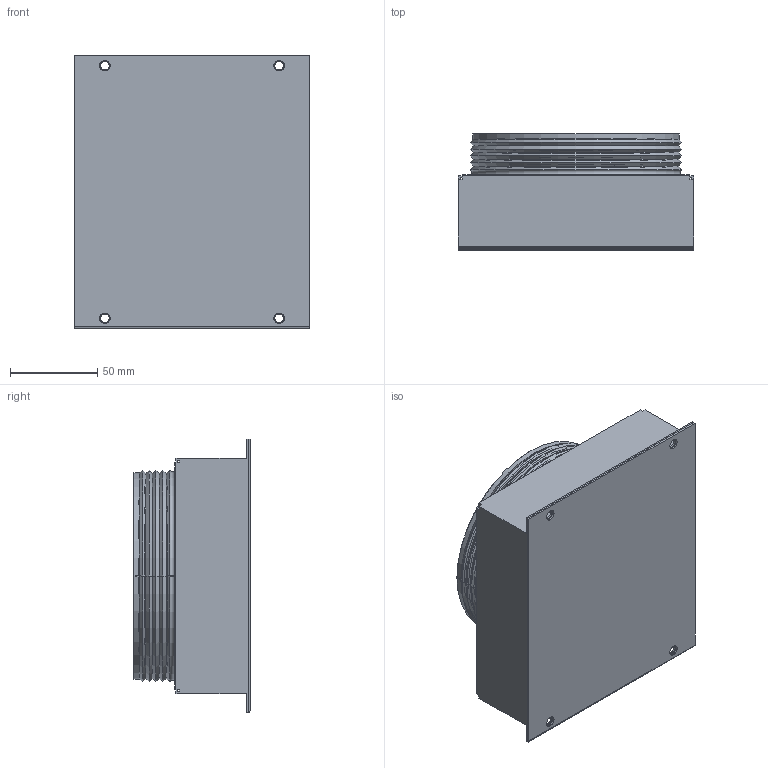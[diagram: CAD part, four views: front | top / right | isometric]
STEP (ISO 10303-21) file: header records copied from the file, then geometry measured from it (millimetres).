
FILE_DESCRIPTION((''),'2;1');
FILE_NAME('7408558_ASM','2012-11-23T',('AndreasKeweloh'),(''),'PRO/ENGINEER BY PARAMETRIC TECHNOLOGY CORPORATION, 2012230','PRO/ENGINEER BY PARAMETRIC TECHNOLOGY CORPORATION, 2012230','');
FILE_SCHEMA(('CONFIG_CONTROL_DESIGN'));
Length unit declared in the file: millimetre
Products named in the file (5): 58186A; 43499_A; 57268B; 43826A; 7408558_ASM
Assembly tree (4 placements, depth 2):
  7408558_ASM
    58186A
    43499_A
    57268B
    43826A
Bounding box: 135 x 66.6 x 157 mm (x, y, z)
Volume: 89784.9 mm3; surface area: 183997.9 mm2
Topology: 4 solids, 4 shells, 167 faces, 442 edges, 276 vertices
Faces by surface type: plane 64, cylinder 45, cone 36, torus 22
Entity records: 5405 total; most frequent: DIRECTION 972, CARTESIAN_POINT 947, ORIENTED_EDGE 884, EDGE_CURVE 442, AXIS2_PLACEMENT_3D 357, VERTEX_POINT 276, VECTOR 258, LINE 258
